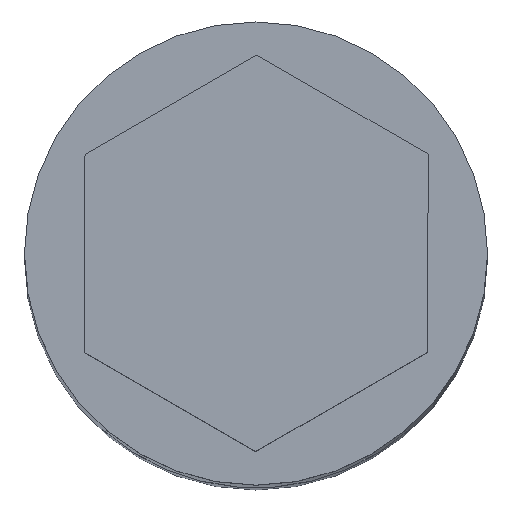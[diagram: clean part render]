
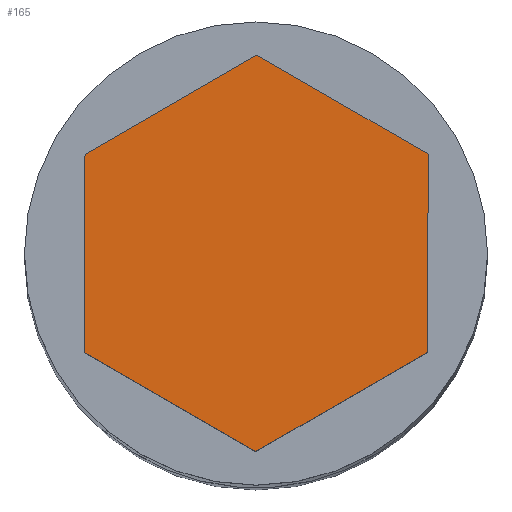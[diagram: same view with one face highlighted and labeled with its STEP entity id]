
A CAD part, top view. The second image highlights one B-rep face of the part: STEP entity #165.
In plain terms, the highlighted planar face has unit normal (0, 0, 1).
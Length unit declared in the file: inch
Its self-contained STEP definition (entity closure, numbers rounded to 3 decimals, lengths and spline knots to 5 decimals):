
#4 = EDGE_CURVE ( 'NONE', #760, #283, #839, .T. ) ;
#15 = DIRECTION ( 'NONE',  ( 0.004, 1., 0. ) ) ;
#29 = LINE ( 'NONE', #291, #782 ) ;
#70 = CARTESIAN_POINT ( 'NONE',  ( -0.36924, 0.21384, 3.418 ) ) ;
#84 = EDGE_LOOP ( 'NONE', ( #557, #830, #175, #305, #168, #420 ) ) ;
#104 = CARTESIAN_POINT ( 'NONE',  ( 0.00124, 0.42817, 3.418 ) ) ;
#118 = VERTEX_POINT ( 'NONE', #591 ) ;
#127 = VECTOR ( 'NONE', #692, 39.37008 ) ;
#140 = EDGE_CURVE ( 'NONE', #283, #229, #453, .T. ) ;
#160 = LINE ( 'NONE', #423, #127 ) ;
#165 = ADVANCED_FACE ( 'NONE', ( #323 ), #189, .T. ) ;
#168 = ORIENTED_EDGE ( 'NONE', *, *, #325, .F. ) ;
#175 = ORIENTED_EDGE ( 'NONE', *, *, #4, .F. ) ;
#189 = PLANE ( 'NONE',  #511 ) ;
#224 = DIRECTION ( 'NONE',  ( -0.866, 0.5, 0. ) ) ;
#229 = VERTEX_POINT ( 'NONE', #669 ) ;
#260 = VECTOR ( 'NONE', #15, 39.37008 ) ;
#283 = VERTEX_POINT ( 'NONE', #809 ) ;
#291 = CARTESIAN_POINT ( 'NONE',  ( -0.36924, 0.21384, 3.418 ) ) ;
#301 = VECTOR ( 'NONE', #224, 39.37008 ) ;
#305 = ORIENTED_EDGE ( 'NONE', *, *, #701, .F. ) ;
#318 = VECTOR ( 'NONE', #446, 39.37008 ) ;
#323 = FACE_OUTER_BOUND ( 'NONE', #84, .T. ) ;
#325 = EDGE_CURVE ( 'NONE', #694, #499, #800, .T. ) ;
#337 = CARTESIAN_POINT ( 'NONE',  ( -0.37109, -0.21416, 3.418 ) ) ;
#398 = DIRECTION ( 'NONE',  ( 1., 0., 0. ) ) ;
#420 = ORIENTED_EDGE ( 'NONE', *, *, #685, .F. ) ;
#423 = CARTESIAN_POINT ( 'NONE',  ( 0.37024, -0.21384, 3.418 ) ) ;
#446 = DIRECTION ( 'NONE',  ( -0.004, -1., 0. ) ) ;
#453 = LINE ( 'NONE', #655, #318 ) ;
#489 = DIRECTION ( 'NONE',  ( 0.866, 0.501, 0. ) ) ;
#492 = VECTOR ( 'NONE', #651, 39.37008 ) ;
#499 = VERTEX_POINT ( 'NONE', #70 ) ;
#511 = AXIS2_PLACEMENT_3D ( 'NONE', #722, #790, #398 ) ;
#557 = ORIENTED_EDGE ( 'NONE', *, *, #653, .F. ) ;
#575 = CARTESIAN_POINT ( 'NONE',  ( 0.00124, 0.42817, 3.418 ) ) ;
#591 = CARTESIAN_POINT ( 'NONE',  ( -0.00033, -0.42801, 3.418 ) ) ;
#651 = DIRECTION ( 'NONE',  ( 0.866, -0.5, 0. ) ) ;
#653 = EDGE_CURVE ( 'NONE', #229, #118, #160, .T. ) ;
#655 = CARTESIAN_POINT ( 'NONE',  ( 0.37191, 0.21416, 3.418 ) ) ;
#669 = CARTESIAN_POINT ( 'NONE',  ( 0.37024, -0.21384, 3.418 ) ) ;
#685 = EDGE_CURVE ( 'NONE', #118, #694, #827, .T. ) ;
#692 = DIRECTION ( 'NONE',  ( -0.866, -0.5, 0. ) ) ;
#694 = VERTEX_POINT ( 'NONE', #816 ) ;
#701 = EDGE_CURVE ( 'NONE', #499, #760, #29, .T. ) ;
#722 = CARTESIAN_POINT ( 'NONE',  ( -0.36739, 0.641, 3.418 ) ) ;
#751 = CARTESIAN_POINT ( 'NONE',  ( -0.00033, -0.42801, 3.418 ) ) ;
#760 = VERTEX_POINT ( 'NONE', #104 ) ;
#782 = VECTOR ( 'NONE', #489, 39.37008 ) ;
#790 = DIRECTION ( 'NONE',  ( 0., 0., 1. ) ) ;
#800 = LINE ( 'NONE', #337, #260 ) ;
#809 = CARTESIAN_POINT ( 'NONE',  ( 0.37191, 0.21416, 3.418 ) ) ;
#816 = CARTESIAN_POINT ( 'NONE',  ( -0.37109, -0.21416, 3.418 ) ) ;
#827 = LINE ( 'NONE', #751, #301 ) ;
#830 = ORIENTED_EDGE ( 'NONE', *, *, #140, .F. ) ;
#839 = LINE ( 'NONE', #575, #492 ) ;
